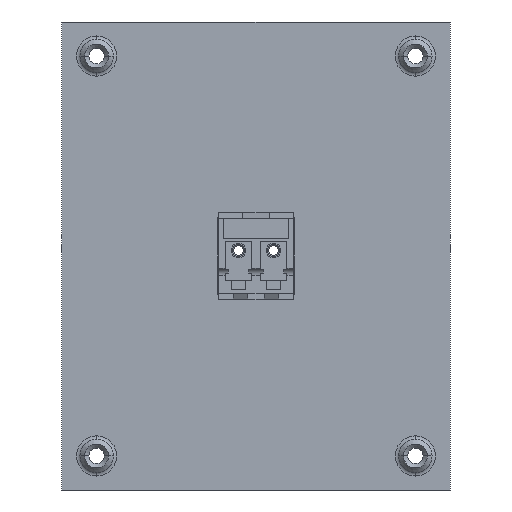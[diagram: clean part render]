
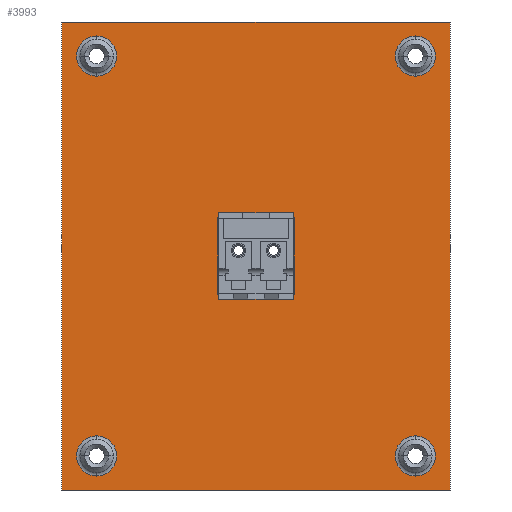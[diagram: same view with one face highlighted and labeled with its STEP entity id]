
A CAD part, front view. The second image highlights one B-rep face of the part: STEP entity #3993.
In plain terms, the highlighted planar face has unit normal (0, -1, 0).
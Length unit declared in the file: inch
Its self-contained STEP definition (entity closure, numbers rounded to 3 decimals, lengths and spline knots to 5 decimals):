
#50 = CARTESIAN_POINT ( 'NONE',  ( -1.34, 0., -1.615 ) ) ;
#125 = CARTESIAN_POINT ( 'NONE',  ( -1.34, 0., -1.615 ) ) ;
#150 = VECTOR ( 'NONE', #2892, 39.37008 ) ;
#180 = VERTEX_POINT ( 'NONE', #820 ) ;
#268 = CARTESIAN_POINT ( 'NONE',  ( 1.34, 0., -1.615 ) ) ;
#558 = DIRECTION ( 'NONE',  ( 0., 0., -1. ) ) ;
#681 = LINE ( 'NONE', #10620, #4496 ) ;
#729 = LINE ( 'NONE', #6013, #9464 ) ;
#741 = CARTESIAN_POINT ( 'NONE',  ( 1.1, 0., 1.38 ) ) ;
#763 = DIRECTION ( 'NONE',  ( 1., 0., 0. ) ) ;
#820 = CARTESIAN_POINT ( 'NONE',  ( -1.34, 0., 1.615 ) ) ;
#861 = EDGE_CURVE ( 'NONE', #7719, #8472, #5888, .T. ) ;
#864 = CIRCLE ( 'NONE', #5108, 0.13852 ) ;
#1031 = ORIENTED_EDGE ( 'NONE', *, *, #5941, .F. ) ;
#1081 = DIRECTION ( 'NONE',  ( 0., -1., 0. ) ) ;
#1104 = VECTOR ( 'NONE', #558, 39.37008 ) ;
#1131 = DIRECTION ( 'NONE',  ( 0., 0., 1. ) ) ;
#1224 = VECTOR ( 'NONE', #7435, 39.37008 ) ;
#1292 = VERTEX_POINT ( 'NONE', #2377 ) ;
#1446 = FACE_BOUND ( 'NONE', #5532, .T. ) ;
#1472 = DIRECTION ( 'NONE',  ( 0., -1., 0. ) ) ;
#1557 = DIRECTION ( 'NONE',  ( 0., 0., -1. ) ) ;
#1583 = CARTESIAN_POINT ( 'NONE',  ( -0.2625, 0., -0.2625 ) ) ;
#1591 = CARTESIAN_POINT ( 'NONE',  ( -0.2625, 0., 0.2625 ) ) ;
#1770 = CIRCLE ( 'NONE', #6561, 0.13852 ) ;
#1796 = EDGE_CURVE ( 'NONE', #2700, #7314, #8701, .T. ) ;
#1890 = ORIENTED_EDGE ( 'NONE', *, *, #9003, .T. ) ;
#1932 = VERTEX_POINT ( 'NONE', #5497 ) ;
#1934 = EDGE_CURVE ( 'NONE', #3908, #4841, #3260, .T. ) ;
#2008 = EDGE_CURVE ( 'NONE', #9425, #9290, #864, .T. ) ;
#2081 = DIRECTION ( 'NONE',  ( 0., 0., -1. ) ) ;
#2089 = CARTESIAN_POINT ( 'NONE',  ( 1.1, 0., -1.38 ) ) ;
#2099 = CARTESIAN_POINT ( 'NONE',  ( 1.1, 0., 1.51852 ) ) ;
#2377 = CARTESIAN_POINT ( 'NONE',  ( 1.34, 0., 1.615 ) ) ;
#2498 = CIRCLE ( 'NONE', #3738, 0.13852 ) ;
#2560 = EDGE_LOOP ( 'NONE', ( #6679, #6283, #1890, #6144 ) ) ;
#2609 = AXIS2_PLACEMENT_3D ( 'NONE', #2089, #6677, #9488 ) ;
#2700 = VERTEX_POINT ( 'NONE', #8071 ) ;
#2791 = DIRECTION ( 'NONE',  ( 0., 0., -1. ) ) ;
#2853 = CARTESIAN_POINT ( 'NONE',  ( 1.1, 0., -1.24148 ) ) ;
#2892 = DIRECTION ( 'NONE',  ( 1., 0., 0. ) ) ;
#2963 = DIRECTION ( 'NONE',  ( 0., -1., 0. ) ) ;
#3053 = CARTESIAN_POINT ( 'NONE',  ( 1.1, 0., 1.24148 ) ) ;
#3135 = AXIS2_PLACEMENT_3D ( 'NONE', #741, #6473, #1557 ) ;
#3171 = DIRECTION ( 'NONE',  ( 0., -1., 0. ) ) ;
#3252 = ORIENTED_EDGE ( 'NONE', *, *, #1796, .F. ) ;
#3260 = LINE ( 'NONE', #6984, #1104 ) ;
#3583 = CARTESIAN_POINT ( 'NONE',  ( 1.34, 0., -1.615 ) ) ;
#3587 = FACE_BOUND ( 'NONE', #8311, .T. ) ;
#3712 = ORIENTED_EDGE ( 'NONE', *, *, #1934, .F. ) ;
#3738 = AXIS2_PLACEMENT_3D ( 'NONE', #9044, #4081, #9869 ) ;
#3908 = VERTEX_POINT ( 'NONE', #1591 ) ;
#3955 = CARTESIAN_POINT ( 'NONE',  ( 0.2625, 0., -0.2625 ) ) ;
#3987 = DIRECTION ( 'NONE',  ( 0., -1., 0. ) ) ;
#3993 = ADVANCED_FACE ( 'NONE', ( #3587, #10185, #8257, #5809, #1446, #9934 ), #5020, .T. ) ;
#4033 = ORIENTED_EDGE ( 'NONE', *, *, #861, .F. ) ;
#4081 = DIRECTION ( 'NONE',  ( 0., -1., 0. ) ) ;
#4123 = EDGE_CURVE ( 'NONE', #4841, #6023, #6707, .T. ) ;
#4310 = EDGE_CURVE ( 'NONE', #9290, #9425, #4889, .T. ) ;
#4398 = CARTESIAN_POINT ( 'NONE',  ( 0.2625, 0., 0.2625 ) ) ;
#4422 = DIRECTION ( 'NONE',  ( 0., 0., 1. ) ) ;
#4440 = DIRECTION ( 'NONE',  ( 0., -1., 0. ) ) ;
#4496 = VECTOR ( 'NONE', #763, 39.37008 ) ;
#4560 = CARTESIAN_POINT ( 'NONE',  ( -1.1, 0., 1.51852 ) ) ;
#4682 = CIRCLE ( 'NONE', #7547, 0.13852 ) ;
#4830 = EDGE_CURVE ( 'NONE', #180, #1292, #681, .T. ) ;
#4841 = VERTEX_POINT ( 'NONE', #1583 ) ;
#4889 = CIRCLE ( 'NONE', #3135, 0.13852 ) ;
#5004 = EDGE_LOOP ( 'NONE', ( #9515, #3252 ) ) ;
#5020 = PLANE ( 'NONE',  #6683 ) ;
#5030 = EDGE_LOOP ( 'NONE', ( #10065, #8860 ) ) ;
#5108 = AXIS2_PLACEMENT_3D ( 'NONE', #9258, #2963, #2791 ) ;
#5165 = EDGE_CURVE ( 'NONE', #5712, #1292, #10452, .T. ) ;
#5293 = CARTESIAN_POINT ( 'NONE',  ( -1.1, 0., -1.38 ) ) ;
#5356 = CARTESIAN_POINT ( 'NONE',  ( -1.34, 0., -0.2625 ) ) ;
#5497 = CARTESIAN_POINT ( 'NONE',  ( -1.1, 0., 1.24148 ) ) ;
#5524 = AXIS2_PLACEMENT_3D ( 'NONE', #6399, #1472, #7220 ) ;
#5532 = EDGE_LOOP ( 'NONE', ( #4033, #9050 ) ) ;
#5712 = VERTEX_POINT ( 'NONE', #268 ) ;
#5809 = FACE_BOUND ( 'NONE', #5004, .T. ) ;
#5888 = CIRCLE ( 'NONE', #2609, 0.13852 ) ;
#5941 = EDGE_CURVE ( 'NONE', #8657, #3908, #9131, .T. ) ;
#6009 = EDGE_CURVE ( 'NONE', #7314, #2700, #1770, .T. ) ;
#6013 = CARTESIAN_POINT ( 'NONE',  ( 0.2625, 0., -1.615 ) ) ;
#6023 = VERTEX_POINT ( 'NONE', #3955 ) ;
#6144 = ORIENTED_EDGE ( 'NONE', *, *, #5165, .T. ) ;
#6276 = CARTESIAN_POINT ( 'NONE',  ( -1.1, 0., -1.51852 ) ) ;
#6283 = ORIENTED_EDGE ( 'NONE', *, *, #7196, .F. ) ;
#6399 = CARTESIAN_POINT ( 'NONE',  ( -1.1, 0., 1.38 ) ) ;
#6473 = DIRECTION ( 'NONE',  ( 0., -1., 0. ) ) ;
#6484 = VERTEX_POINT ( 'NONE', #10487 ) ;
#6555 = ORIENTED_EDGE ( 'NONE', *, *, #2008, .F. ) ;
#6561 = AXIS2_PLACEMENT_3D ( 'NONE', #8953, #3987, #9778 ) ;
#6677 = DIRECTION ( 'NONE',  ( 0., -1., 0. ) ) ;
#6679 = ORIENTED_EDGE ( 'NONE', *, *, #4830, .F. ) ;
#6683 = AXIS2_PLACEMENT_3D ( 'NONE', #125, #1081, #6837 ) ;
#6707 = LINE ( 'NONE', #5356, #150 ) ;
#6837 = DIRECTION ( 'NONE',  ( 0., 0., -1. ) ) ;
#6984 = CARTESIAN_POINT ( 'NONE',  ( -0.2625, 0., -1.615 ) ) ;
#7196 = EDGE_CURVE ( 'NONE', #6484, #180, #9874, .T. ) ;
#7220 = DIRECTION ( 'NONE',  ( 0., 0., -1. ) ) ;
#7314 = VERTEX_POINT ( 'NONE', #6276 ) ;
#7395 = EDGE_CURVE ( 'NONE', #7949, #1932, #10246, .T. ) ;
#7435 = DIRECTION ( 'NONE',  ( 1., 0., 0. ) ) ;
#7525 = AXIS2_PLACEMENT_3D ( 'NONE', #5293, #4440, #2081 ) ;
#7547 = AXIS2_PLACEMENT_3D ( 'NONE', #8126, #3171, #8966 ) ;
#7667 = VECTOR ( 'NONE', #10200, 39.37008 ) ;
#7712 = CARTESIAN_POINT ( 'NONE',  ( -1.34, 0., -1.615 ) ) ;
#7719 = VERTEX_POINT ( 'NONE', #9225 ) ;
#7777 = LINE ( 'NONE', #50, #1224 ) ;
#7949 = VERTEX_POINT ( 'NONE', #4560 ) ;
#8005 = DIRECTION ( 'NONE',  ( -1., 0., 0. ) ) ;
#8071 = CARTESIAN_POINT ( 'NONE',  ( -1.1, 0., -1.24148 ) ) ;
#8126 = CARTESIAN_POINT ( 'NONE',  ( 1.1, 0., -1.38 ) ) ;
#8144 = EDGE_CURVE ( 'NONE', #1932, #7949, #2498, .T. ) ;
#8257 = FACE_BOUND ( 'NONE', #9297, .T. ) ;
#8311 = EDGE_LOOP ( 'NONE', ( #3712, #1031, #8998, #9588 ) ) ;
#8472 = VERTEX_POINT ( 'NONE', #2853 ) ;
#8617 = ORIENTED_EDGE ( 'NONE', *, *, #4310, .F. ) ;
#8657 = VERTEX_POINT ( 'NONE', #4398 ) ;
#8701 = CIRCLE ( 'NONE', #7525, 0.13852 ) ;
#8860 = ORIENTED_EDGE ( 'NONE', *, *, #7395, .F. ) ;
#8868 = VECTOR ( 'NONE', #8005, 39.37008 ) ;
#8919 = EDGE_CURVE ( 'NONE', #8472, #7719, #4682, .T. ) ;
#8953 = CARTESIAN_POINT ( 'NONE',  ( -1.1, 0., -1.38 ) ) ;
#8966 = DIRECTION ( 'NONE',  ( 0., 0., -1. ) ) ;
#8998 = ORIENTED_EDGE ( 'NONE', *, *, #9727, .F. ) ;
#9003 = EDGE_CURVE ( 'NONE', #6484, #5712, #7777, .T. ) ;
#9044 = CARTESIAN_POINT ( 'NONE',  ( -1.1, 0., 1.38 ) ) ;
#9050 = ORIENTED_EDGE ( 'NONE', *, *, #8919, .F. ) ;
#9131 = LINE ( 'NONE', #9634, #8868 ) ;
#9225 = CARTESIAN_POINT ( 'NONE',  ( 1.1, 0., -1.51852 ) ) ;
#9258 = CARTESIAN_POINT ( 'NONE',  ( 1.1, 0., 1.38 ) ) ;
#9290 = VERTEX_POINT ( 'NONE', #2099 ) ;
#9297 = EDGE_LOOP ( 'NONE', ( #6555, #8617 ) ) ;
#9425 = VERTEX_POINT ( 'NONE', #3053 ) ;
#9464 = VECTOR ( 'NONE', #1131, 39.37008 ) ;
#9488 = DIRECTION ( 'NONE',  ( 0., 0., -1. ) ) ;
#9515 = ORIENTED_EDGE ( 'NONE', *, *, #6009, .F. ) ;
#9588 = ORIENTED_EDGE ( 'NONE', *, *, #4123, .F. ) ;
#9634 = CARTESIAN_POINT ( 'NONE',  ( -1.34, 0., 0.2625 ) ) ;
#9727 = EDGE_CURVE ( 'NONE', #6023, #8657, #729, .T. ) ;
#9778 = DIRECTION ( 'NONE',  ( 0., 0., -1. ) ) ;
#9869 = DIRECTION ( 'NONE',  ( 0., 0., -1. ) ) ;
#9874 = LINE ( 'NONE', #7712, #7667 ) ;
#9934 = FACE_OUTER_BOUND ( 'NONE', #2560, .T. ) ;
#10065 = ORIENTED_EDGE ( 'NONE', *, *, #8144, .F. ) ;
#10176 = VECTOR ( 'NONE', #4422, 39.37008 ) ;
#10185 = FACE_BOUND ( 'NONE', #5030, .T. ) ;
#10200 = DIRECTION ( 'NONE',  ( 0., 0., 1. ) ) ;
#10246 = CIRCLE ( 'NONE', #5524, 0.13852 ) ;
#10452 = LINE ( 'NONE', #3583, #10176 ) ;
#10487 = CARTESIAN_POINT ( 'NONE',  ( -1.34, 0., -1.615 ) ) ;
#10620 = CARTESIAN_POINT ( 'NONE',  ( -1.34, 0., 1.615 ) ) ;
